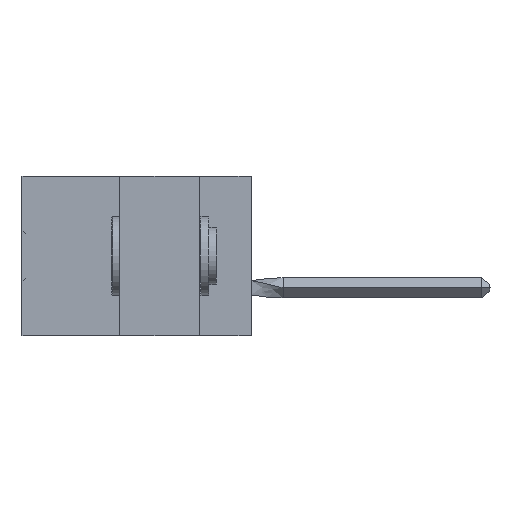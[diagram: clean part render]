
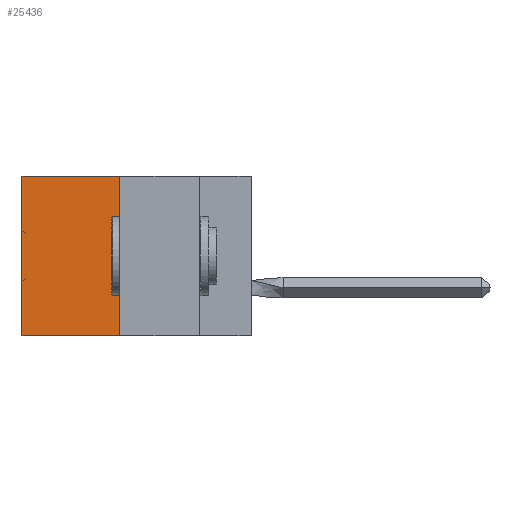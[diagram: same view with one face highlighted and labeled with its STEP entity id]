
A CAD part, left-side view. The second image highlights one B-rep face of the part: STEP entity #25436.
In plain terms, the highlighted planar face has unit normal (-1, 0, 0).
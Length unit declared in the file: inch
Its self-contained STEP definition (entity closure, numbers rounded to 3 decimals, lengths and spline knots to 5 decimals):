
#521 = CARTESIAN_POINT ( 'NONE',  ( 0.305, 0.72, -0.5 ) ) ;
#719 = CARTESIAN_POINT ( 'NONE',  ( 0.305, 0.413, 0. ) ) ;
#1166 = LINE ( 'NONE', #24614, #3895 ) ;
#2889 = CARTESIAN_POINT ( 'NONE',  ( 0.305, 0.413, 0. ) ) ;
#3895 = VECTOR ( 'NONE', #25158, 39.37008 ) ;
#5248 = AXIS2_PLACEMENT_3D ( 'NONE', #11379, #15959, #7378 ) ;
#7378 = DIRECTION ( 'NONE',  ( 0., 0., -1. ) ) ;
#8779 = EDGE_CURVE ( 'NONE', #15130, #20999, #44790, .T. ) ;
#10945 = LINE ( 'NONE', #21311, #49707 ) ;
#11379 = CARTESIAN_POINT ( 'NONE',  ( 0.305, 0.413, -0.5 ) ) ;
#13862 = ORIENTED_EDGE ( 'NONE', *, *, #8779, .T. ) ;
#15130 = VERTEX_POINT ( 'NONE', #42098 ) ;
#15401 = EDGE_LOOP ( 'NONE', ( #13862, #21588, #49038, #33446 ) ) ;
#15959 = DIRECTION ( 'NONE',  ( 1., 0., 0. ) ) ;
#20999 = VERTEX_POINT ( 'NONE', #521 ) ;
#21042 = DIRECTION ( 'NONE',  ( 0., 1., 0. ) ) ;
#21311 = CARTESIAN_POINT ( 'NONE',  ( 0.305, 0.413, -0.5 ) ) ;
#21588 = ORIENTED_EDGE ( 'NONE', *, *, #30692, .F. ) ;
#24614 = CARTESIAN_POINT ( 'NONE',  ( 0.305, 0.413, -0.5 ) ) ;
#25158 = DIRECTION ( 'NONE',  ( 0., 0., -1. ) ) ;
#25436 = ADVANCED_FACE ( 'NONE', ( #55505 ), #42290, .F. ) ;
#30692 = EDGE_CURVE ( 'NONE', #46309, #20999, #10945, .T. ) ;
#33446 = ORIENTED_EDGE ( 'NONE', *, *, #49774, .T. ) ;
#34987 = VERTEX_POINT ( 'NONE', #719 ) ;
#36637 = VECTOR ( 'NONE', #51298, 39.37008 ) ;
#42098 = CARTESIAN_POINT ( 'NONE',  ( 0.305, 0.72, 0. ) ) ;
#42290 = PLANE ( 'NONE',  #5248 ) ;
#42668 = DIRECTION ( 'NONE',  ( 0., 1., 0. ) ) ;
#43294 = CARTESIAN_POINT ( 'NONE',  ( 0.305, 0.72, -0.5 ) ) ;
#44790 = LINE ( 'NONE', #43294, #36637 ) ;
#46309 = VERTEX_POINT ( 'NONE', #51594 ) ;
#47084 = VECTOR ( 'NONE', #21042, 39.37008 ) ;
#49038 = ORIENTED_EDGE ( 'NONE', *, *, #51629, .F. ) ;
#49707 = VECTOR ( 'NONE', #42668, 39.37008 ) ;
#49774 = EDGE_CURVE ( 'NONE', #34987, #15130, #51887, .T. ) ;
#51298 = DIRECTION ( 'NONE',  ( 0., 0., -1. ) ) ;
#51594 = CARTESIAN_POINT ( 'NONE',  ( 0.305, 0.413, -0.5 ) ) ;
#51629 = EDGE_CURVE ( 'NONE', #34987, #46309, #1166, .T. ) ;
#51887 = LINE ( 'NONE', #2889, #47084 ) ;
#55505 = FACE_OUTER_BOUND ( 'NONE', #15401, .T. ) ;
